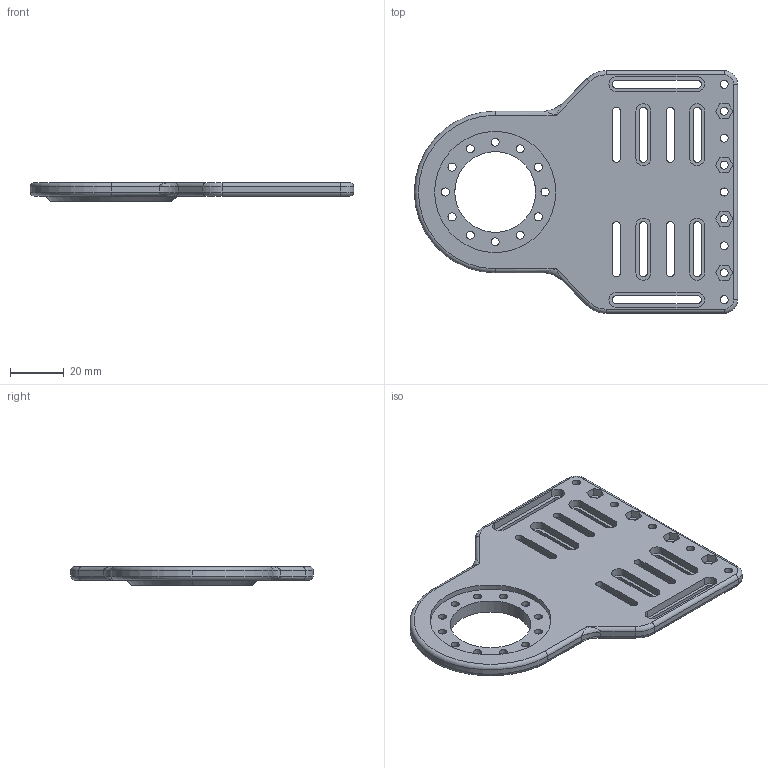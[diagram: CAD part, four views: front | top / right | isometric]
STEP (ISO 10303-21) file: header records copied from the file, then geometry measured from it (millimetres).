
FILE_DESCRIPTION (( 'STEP AP214' ), '1' );
FILE_NAME ('ｱ｡ｹﾘｽﾚﾊ莎', '2024-10-09T10:27:59', ( '' ), ( '' ), 'SwSTEP 2.0', 'SolidWorks 2024', '' );
FILE_SCHEMA (( 'AUTOMOTIVE_DESIGN' ));
Length unit declared in the file: millimetre
Products named in the file (1): 薄关节输出臂
Bounding box: 120 x 90 x 7 mm (x, y, z)
Volume: 32108.6 mm3; surface area: 20727.1 mm2
Topology: 1 solids, 1 shells, 288 faces, 731 edges, 474 vertices
Faces by surface type: cylinder 136, plane 136, torus 10, bspline 4, cone 2
Entity records: 9040 total; most frequent: CARTESIAN_POINT 1726, DIRECTION 1567, ORIENTED_EDGE 1454, EDGE_CURVE 727, AXIS2_PLACEMENT_3D 563, VERTEX_POINT 474, VECTOR 441, LINE 441
